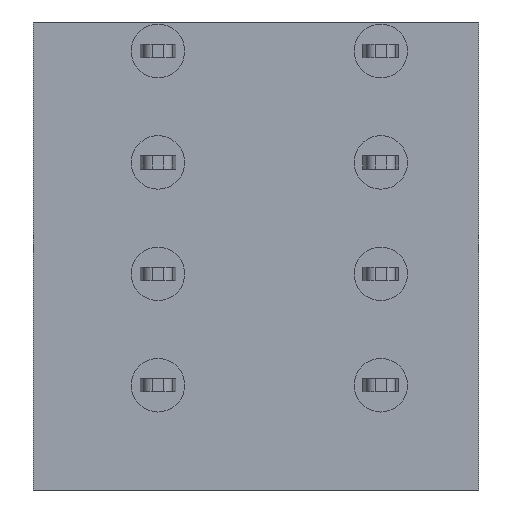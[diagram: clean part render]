
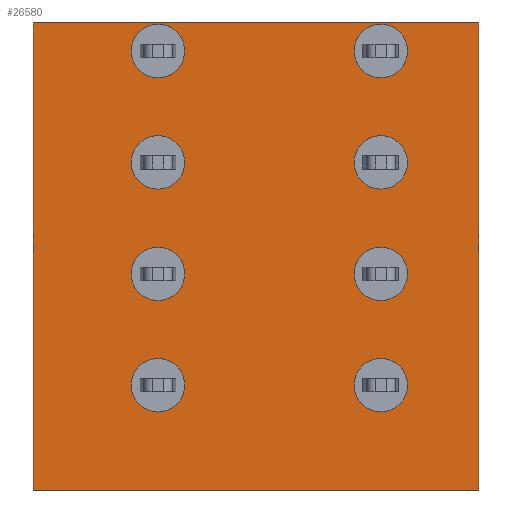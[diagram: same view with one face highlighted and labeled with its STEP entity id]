
A CAD part, front view. The second image highlights one B-rep face of the part: STEP entity #26580.
In plain terms, the highlighted planar face has unit normal (0, -1, 0).
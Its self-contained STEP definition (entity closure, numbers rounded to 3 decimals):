
#12220=CARTESIAN_POINT('',(-13.539,-17.222,5.55));
#12230=VERTEX_POINT('',#12220);
#12380=CARTESIAN_POINT('',(-3.539,-17.222,5.55));
#12390=VERTEX_POINT('',#12380);
#12420=CARTESIAN_POINT('',(0.,-17.222,5.55));
#12430=DIRECTION('',(1.,0.,0.));
#12440=VECTOR('',#12430,1.);
#12450=LINE('',#12420,#12440);
#12460=EDGE_CURVE('',#12230,#12390,#12450,.T.);
#14710=CARTESIAN_POINT('',(-10.139,-17.222,4.9));
#14720=VERTEX_POINT('',#14710);
#14770=CARTESIAN_POINT('',(-10.739,-17.222,4.9));
#14780=DIRECTION('',(0.,-1.,0.));
#14790=DIRECTION('',(1.,0.,0.));
#14800=AXIS2_PLACEMENT_3D('',#14770,#14780,#14790);
#14810=CIRCLE('',#14800,0.6);
#14820=CARTESIAN_POINT('',(-11.339,-17.222,4.9));
#14830=VERTEX_POINT('',#14820);
#14840=EDGE_CURVE('',#14830,#14720,#14810,.T.);
#18790=CARTESIAN_POINT('',(-5.139,-17.222,4.9));
#18800=VERTEX_POINT('',#18790);
#18850=CARTESIAN_POINT('',(-5.739,-17.222,4.9));
#18860=DIRECTION('',(0.,-1.,0.));
#18870=DIRECTION('',(1.,0.,0.));
#18880=AXIS2_PLACEMENT_3D('',#18850,#18860,#18870);
#18890=CIRCLE('',#18880,0.6);
#18900=CARTESIAN_POINT('',(-6.339,-17.222,4.9));
#18910=VERTEX_POINT('',#18900);
#18920=EDGE_CURVE('',#18910,#18800,#18890,.T.);
#25280=CARTESIAN_POINT('',(-4.758,-17.222,1.295
));
#25290=DIRECTION('',(0.,-1.,0.));
#25300=DIRECTION('',(1.,0.,0.));
#25310=AXIS2_PLACEMENT_3D('',#25280,#25290,#25300);
#25320=PLANE('',#25310);
#25330=CARTESIAN_POINT('',(0.,-17.222,-4.95));
#25340=DIRECTION('',(1.,0.,0.));
#25350=VECTOR('',#25340,1.);
#25360=LINE('',#25330,#25350);
#25370=CARTESIAN_POINT('',(-13.539,-17.222,-4.95));
#25380=VERTEX_POINT('',#25370);
#25390=CARTESIAN_POINT('',(-3.539,-17.222,-4.95));
#25400=VERTEX_POINT('',#25390);
#25410=EDGE_CURVE('',#25380,#25400,#25360,.T.);
#25420=ORIENTED_EDGE('',*,*,#25410,.T.);
#25430=CARTESIAN_POINT('',(-13.539,-17.222,-5.));
#25440=DIRECTION('',(0.,0.,1.));
#25450=VECTOR('',#25440,1.);
#25460=LINE('',#25430,#25450);
#25470=EDGE_CURVE('',#25380,#12230,#25460,.T.);
#25480=ORIENTED_EDGE('',*,*,#25470,.F.);
#25490=ORIENTED_EDGE('',*,*,#12460,.F.);
#25500=CARTESIAN_POINT('',(-3.539,-17.222,0.));
#25510=DIRECTION('',(0.,0.,-1.));
#25520=VECTOR('',#25510,1.);
#25530=LINE('',#25500,#25520);
#25540=EDGE_CURVE('',#12390,#25400,#25530,.T.);
#25550=ORIENTED_EDGE('',*,*,#25540,.F.);
#25560=EDGE_LOOP('',(#25550,#25490,#25480,#25420));
#25570=FACE_OUTER_BOUND('',#25560,.T.);
#25580=CARTESIAN_POINT('',(-10.739,-17.222,2.4));
#25590=DIRECTION('',(0.,-1.,0.));
#25600=DIRECTION('',(1.,0.,0.));
#25610=AXIS2_PLACEMENT_3D('',#25580,#25590,#25600);
#25620=CIRCLE('',#25610,0.6);
#25630=CARTESIAN_POINT('',(-10.139,-17.222,2.4));
#25640=VERTEX_POINT('',#25630);
#25650=CARTESIAN_POINT('',(-11.339,-17.222,2.4));
#25660=VERTEX_POINT('',#25650);
#25670=EDGE_CURVE('',#25640,#25660,#25620,.T.);
#25680=ORIENTED_EDGE('',*,*,#25670,.F.);
#25690=EDGE_CURVE('',#25660,#25640,#25620,.T.);
#25700=ORIENTED_EDGE('',*,*,#25690,.F.);
#25710=EDGE_LOOP('',(#25700,#25680));
#25720=FACE_BOUND('',#25710,.T.);
#25730=CARTESIAN_POINT('',(-5.739,-17.222,2.4));
#25740=DIRECTION('',(0.,-1.,0.));
#25750=DIRECTION('',(1.,0.,0.));
#25760=AXIS2_PLACEMENT_3D('',#25730,#25740,#25750);
#25770=CIRCLE('',#25760,0.6);
#25780=CARTESIAN_POINT('',(-5.139,-17.222,2.4));
#25790=VERTEX_POINT('',#25780);
#25800=CARTESIAN_POINT('',(-6.339,-17.222,2.4));
#25810=VERTEX_POINT('',#25800);
#25820=EDGE_CURVE('',#25790,#25810,#25770,.T.);
#25830=ORIENTED_EDGE('',*,*,#25820,.F.);
#25840=EDGE_CURVE('',#25810,#25790,#25770,.T.);
#25850=ORIENTED_EDGE('',*,*,#25840,.F.);
#25860=EDGE_LOOP('',(#25850,#25830));
#25870=FACE_BOUND('',#25860,.T.);
#25880=EDGE_CURVE('',#14720,#14830,#14810,.T.);
#25890=ORIENTED_EDGE('',*,*,#25880,.F.);
#25900=ORIENTED_EDGE('',*,*,#14840,.F.);
#25910=EDGE_LOOP('',(#25900,#25890));
#25920=FACE_BOUND('',#25910,.T.);
#25930=EDGE_CURVE('',#18800,#18910,#18890,.T.);
#25940=ORIENTED_EDGE('',*,*,#25930,.F.);
#25950=ORIENTED_EDGE('',*,*,#18920,.F.);
#25960=EDGE_LOOP('',(#25950,#25940));
#25970=FACE_BOUND('',#25960,.T.);
#25980=CARTESIAN_POINT('',(-10.739,-17.222,-0.1));
#25990=DIRECTION('',(0.,-1.,0.));
#26000=DIRECTION('',(1.,0.,0.));
#26010=AXIS2_PLACEMENT_3D('',#25980,#25990,#26000);
#26020=CIRCLE('',#26010,0.6);
#26030=CARTESIAN_POINT('',(-10.139,-17.222,-0.1));
#26040=VERTEX_POINT('',#26030);
#26050=CARTESIAN_POINT('',(-11.339,-17.222,-0.1));
#26060=VERTEX_POINT('',#26050);
#26070=EDGE_CURVE('',#26040,#26060,#26020,.T.);
#26080=ORIENTED_EDGE('',*,*,#26070,.F.);
#26090=EDGE_CURVE('',#26060,#26040,#26020,.T.);
#26100=ORIENTED_EDGE('',*,*,#26090,.F.);
#26110=EDGE_LOOP('',(#26100,#26080));
#26120=FACE_BOUND('',#26110,.T.);
#26130=CARTESIAN_POINT('',(-5.739,-17.222,-0.1));
#26140=DIRECTION('',(0.,-1.,0.));
#26150=DIRECTION('',(1.,0.,0.));
#26160=AXIS2_PLACEMENT_3D('',#26130,#26140,#26150);
#26170=CIRCLE('',#26160,0.6);
#26180=CARTESIAN_POINT('',(-5.139,-17.222,-0.1));
#26190=VERTEX_POINT('',#26180);
#26200=CARTESIAN_POINT('',(-6.339,-17.222,-0.1));
#26210=VERTEX_POINT('',#26200);
#26220=EDGE_CURVE('',#26190,#26210,#26170,.T.);
#26230=ORIENTED_EDGE('',*,*,#26220,.F.);
#26240=EDGE_CURVE('',#26210,#26190,#26170,.T.);
#26250=ORIENTED_EDGE('',*,*,#26240,.F.);
#26260=EDGE_LOOP('',(#26250,#26230));
#26270=FACE_BOUND('',#26260,.T.);
#26280=CARTESIAN_POINT('',(-10.739,-17.222,-2.6));
#26290=DIRECTION('',(0.,-1.,0.));
#26300=DIRECTION('',(1.,0.,0.));
#26310=AXIS2_PLACEMENT_3D('',#26280,#26290,#26300);
#26320=CIRCLE('',#26310,0.6);
#26330=CARTESIAN_POINT('',(-10.139,-17.222,-2.6));
#26340=VERTEX_POINT('',#26330);
#26350=CARTESIAN_POINT('',(-11.339,-17.222,-2.6));
#26360=VERTEX_POINT('',#26350);
#26370=EDGE_CURVE('',#26340,#26360,#26320,.T.);
#26380=ORIENTED_EDGE('',*,*,#26370,.F.);
#26390=EDGE_CURVE('',#26360,#26340,#26320,.T.);
#26400=ORIENTED_EDGE('',*,*,#26390,.F.);
#26410=EDGE_LOOP('',(#26400,#26380));
#26420=FACE_BOUND('',#26410,.T.);
#26430=CARTESIAN_POINT('',(-5.739,-17.222,-2.6));
#26440=DIRECTION('',(0.,-1.,0.));
#26450=DIRECTION('',(1.,0.,0.));
#26460=AXIS2_PLACEMENT_3D('',#26430,#26440,#26450);
#26470=CIRCLE('',#26460,0.6);
#26480=CARTESIAN_POINT('',(-5.139,-17.222,-2.6));
#26490=VERTEX_POINT('',#26480);
#26500=CARTESIAN_POINT('',(-6.339,-17.222,-2.6));
#26510=VERTEX_POINT('',#26500);
#26520=EDGE_CURVE('',#26490,#26510,#26470,.T.);
#26530=ORIENTED_EDGE('',*,*,#26520,.F.);
#26540=EDGE_CURVE('',#26510,#26490,#26470,.T.);
#26550=ORIENTED_EDGE('',*,*,#26540,.F.);
#26560=EDGE_LOOP('',(#26550,#26530));
#26570=FACE_BOUND('',#26560,.T.);
#26580=ADVANCED_FACE('',(#25570,#25720,#25870,#25920,#25970,#26120,
#26270,#26420,#26570),#25320,.T.);
